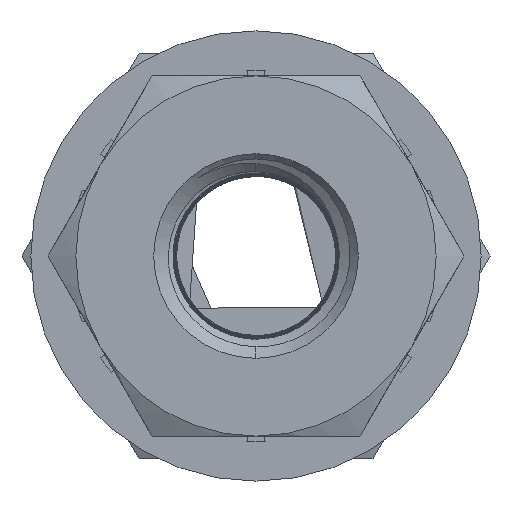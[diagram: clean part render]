
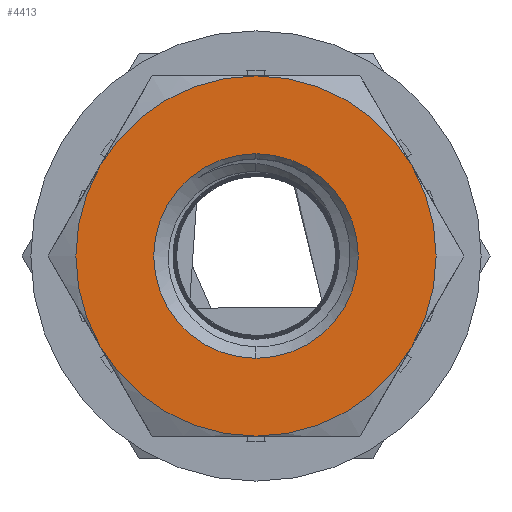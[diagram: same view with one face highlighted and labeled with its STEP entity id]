
A CAD part, left-side view. The second image highlights one B-rep face of the part: STEP entity #4413.
In plain terms, the highlighted face is planar.
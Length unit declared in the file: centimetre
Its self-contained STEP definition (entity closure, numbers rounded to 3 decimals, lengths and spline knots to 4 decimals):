
#140=FACE_BOUND('',#666,.T.);
#157=PLANE('',#4692);
#413=FACE_OUTER_BOUND('',#665,.T.);
#665=EDGE_LOOP('',(#3599,#3600,#3601,#3602,#3603,#3604));
#666=EDGE_LOOP('',(#3605,#3606));
#791=CIRCLE('',#4599,7.2108);
#794=CIRCLE('',#4603,7.2108);
#810=CIRCLE('',#4693,12.7);
#811=CIRCLE('',#4694,12.7);
#812=CIRCLE('',#4695,12.7);
#813=CIRCLE('',#4696,12.7);
#814=CIRCLE('',#4697,12.7);
#815=CIRCLE('',#4698,12.7);
#1754=VERTEX_POINT('',#7144);
#1755=VERTEX_POINT('',#7146);
#1921=VERTEX_POINT('',#19630);
#1922=VERTEX_POINT('',#19631);
#1923=VERTEX_POINT('',#19633);
#1924=VERTEX_POINT('',#19635);
#1925=VERTEX_POINT('',#19637);
#1926=VERTEX_POINT('',#19639);
#2257=EDGE_CURVE('',#1754,#1755,#791,.T.);
#2264=EDGE_CURVE('',#1755,#1754,#794,.T.);
#2512=EDGE_CURVE('',#1921,#1922,#810,.T.);
#2513=EDGE_CURVE('',#1922,#1923,#811,.T.);
#2514=EDGE_CURVE('',#1923,#1924,#812,.T.);
#2515=EDGE_CURVE('',#1924,#1925,#813,.T.);
#2516=EDGE_CURVE('',#1925,#1926,#814,.T.);
#2517=EDGE_CURVE('',#1926,#1921,#815,.T.);
#3599=ORIENTED_EDGE('',*,*,#2512,.T.);
#3600=ORIENTED_EDGE('',*,*,#2513,.T.);
#3601=ORIENTED_EDGE('',*,*,#2514,.T.);
#3602=ORIENTED_EDGE('',*,*,#2515,.T.);
#3603=ORIENTED_EDGE('',*,*,#2516,.T.);
#3604=ORIENTED_EDGE('',*,*,#2517,.T.);
#3605=ORIENTED_EDGE('',*,*,#2264,.F.);
#3606=ORIENTED_EDGE('',*,*,#2257,.F.);
#4413=ADVANCED_FACE('',(#413,#140),#157,.T.);
#4599=AXIS2_PLACEMENT_3D('',#7147,#5098,#5099);
#4603=AXIS2_PLACEMENT_3D('',#7189,#5108,#5109);
#4692=AXIS2_PLACEMENT_3D('',#19629,#5368,#5369);
#4693=AXIS2_PLACEMENT_3D('',#19632,#5370,#5371);
#4694=AXIS2_PLACEMENT_3D('',#19634,#5372,#5373);
#4695=AXIS2_PLACEMENT_3D('',#19636,#5374,#5375);
#4696=AXIS2_PLACEMENT_3D('',#19638,#5376,#5377);
#4697=AXIS2_PLACEMENT_3D('',#19640,#5378,#5379);
#4698=AXIS2_PLACEMENT_3D('',#19641,#5380,#5381);
#5098=DIRECTION('center_axis',(0.,0.,-1.));
#5099=DIRECTION('ref_axis',(0.,1.,0.));
#5108=DIRECTION('center_axis',(0.,0.,-1.));
#5109=DIRECTION('ref_axis',(0.,1.,0.));
#5368=DIRECTION('center_axis',(0.,0.,-1.));
#5369=DIRECTION('ref_axis',(0.,1.,0.));
#5370=DIRECTION('center_axis',(0.,0.,-1.));
#5371=DIRECTION('ref_axis',(0.,1.,0.));
#5372=DIRECTION('center_axis',(0.,0.,-1.));
#5373=DIRECTION('ref_axis',(0.,1.,0.));
#5374=DIRECTION('center_axis',(0.,0.,-1.));
#5375=DIRECTION('ref_axis',(0.,1.,0.));
#5376=DIRECTION('center_axis',(0.,0.,-1.));
#5377=DIRECTION('ref_axis',(0.,1.,0.));
#5378=DIRECTION('center_axis',(0.,0.,-1.));
#5379=DIRECTION('ref_axis',(0.,1.,0.));
#5380=DIRECTION('center_axis',(0.,0.,-1.));
#5381=DIRECTION('ref_axis',(0.,1.,0.));
#7144=CARTESIAN_POINT('',(0.,-7.2108,-19.05));
#7146=CARTESIAN_POINT('',(0.,7.2108,-19.05));
#7147=CARTESIAN_POINT('Origin',(0.,0.,-19.05));
#7189=CARTESIAN_POINT('Origin',(0.,0.,-19.05));
#19629=CARTESIAN_POINT('Origin',(0.,0.,-19.05));
#19630=CARTESIAN_POINT('',(-10.9985,6.35,-19.05));
#19631=CARTESIAN_POINT('',(0.,12.7,-19.05));
#19632=CARTESIAN_POINT('Origin',(0.,0.,-19.05));
#19633=CARTESIAN_POINT('',(10.9985,6.35,-19.05));
#19634=CARTESIAN_POINT('Origin',(0.,0.,-19.05));
#19635=CARTESIAN_POINT('',(10.9985,-6.35,-19.05));
#19636=CARTESIAN_POINT('Origin',(0.,0.,-19.05));
#19637=CARTESIAN_POINT('',(0.,-12.7,-19.05));
#19638=CARTESIAN_POINT('Origin',(0.,0.,-19.05));
#19639=CARTESIAN_POINT('',(-10.9985,-6.35,-19.05));
#19640=CARTESIAN_POINT('Origin',(0.,0.,-19.05));
#19641=CARTESIAN_POINT('Origin',(0.,0.,-19.05));
